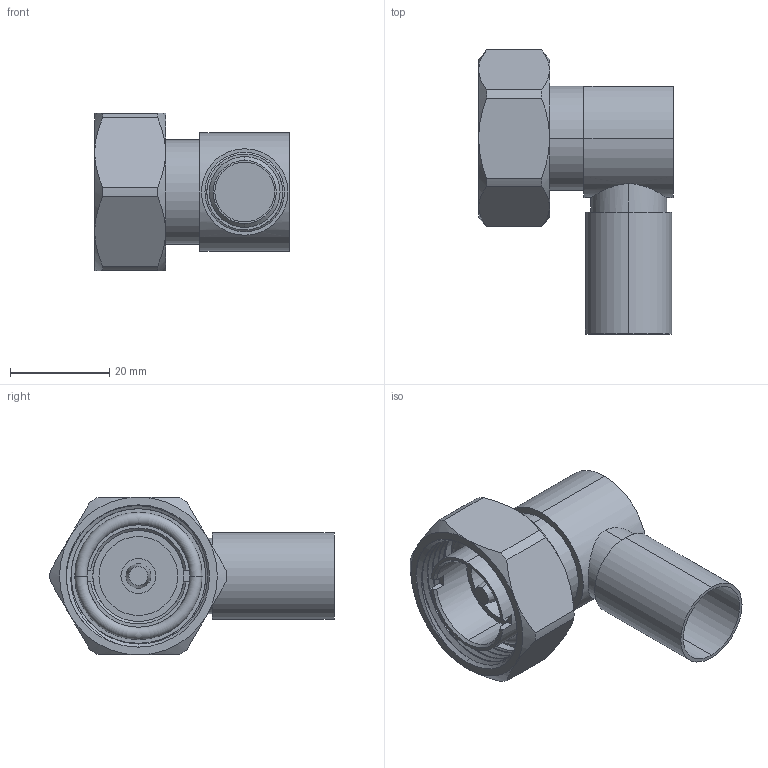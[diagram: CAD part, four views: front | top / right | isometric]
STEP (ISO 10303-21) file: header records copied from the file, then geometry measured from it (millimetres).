
FILE_DESCRIPTION (( 'STEP AP203' ), '1' );
FILE_NAME ('FMCN1835_3D.STEP', '2022-02-14T20:52:52', ( '' ), ( '' ), 'SwSTEP 2.0', 'SolidWorks 2021', '' );
FILE_SCHEMA (( 'CONFIG_CONTROL_DESIGN' ));
Length unit declared in the file: inch
Products named in the file (1): FMCN1835_3D
Bounding box: 39.2 x 57.15 x 31.75 mm (x, y, z)
Volume: 18628.1 mm3; surface area: 12806 mm2
Topology: 2 solids, 3 shells, 113 faces, 270 edges, 174 vertices
Faces by surface type: cylinder 49, plane 33, cone 24, torus 4, bspline 3
Entity records: 4597 total; most frequent: CARTESIAN_POINT 1933, DIRECTION 550, ORIENTED_EDGE 540, EDGE_CURVE 270, AXIS2_PLACEMENT_3D 234, VERTEX_POINT 174, EDGE_LOOP 128, CIRCLE 123
